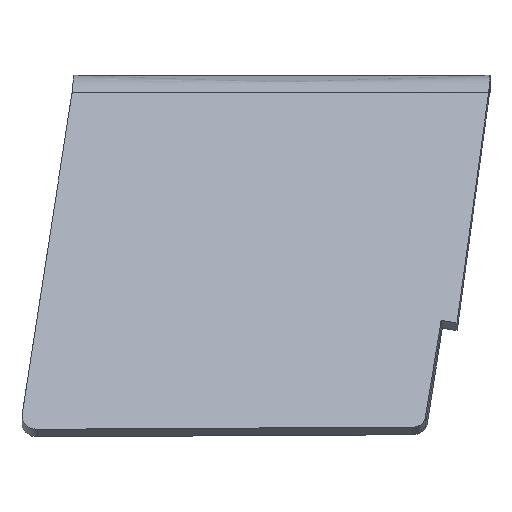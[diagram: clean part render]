
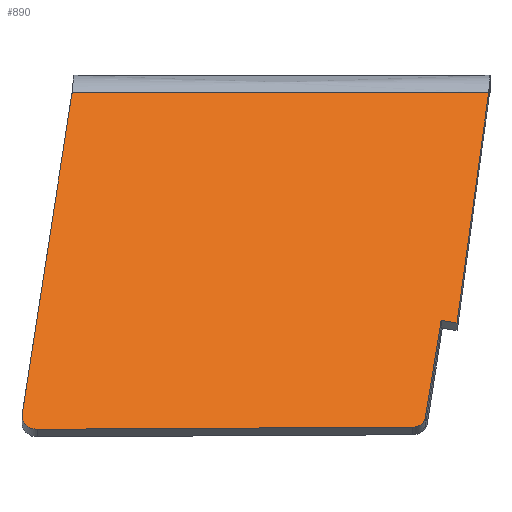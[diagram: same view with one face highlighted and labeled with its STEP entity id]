
A CAD part, left-side view. The second image highlights one B-rep face of the part: STEP entity #890.
In plain terms, the highlighted free-form (B-spline) face has degree [1, 1] with [2, 2] control points.
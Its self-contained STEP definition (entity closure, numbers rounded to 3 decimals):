
#3 = CARTESIAN_POINT ( 'NONE',  ( 67.754, 21.226, -91.277 ) ) ;
#21 = ORIENTED_EDGE ( 'NONE', *, *, #1282, .T. ) ;
#41 = VERTEX_POINT ( 'NONE', #1204 ) ;
#46 = B_SPLINE_CURVE_WITH_KNOTS ( 'NONE', 3,
 ( #197, #697, #930, #787, #641, #1292, #1102, #389, #1011, #502 ),
 .UNSPECIFIED., .F., .F.,
 ( 4, 2, 2, 2, 4 ),
 ( 0., 0.356, 0.712, 1.068, 1.424 ),
 .UNSPECIFIED. ) ;
#64 = CARTESIAN_POINT ( 'NONE',  ( 53.384, 29.539, -116.166 ) ) ;
#66 = EDGE_CURVE ( 'NONE', #706, #41, #46, .T. ) ;
#75 = B_SPLINE_CURVE_WITH_KNOTS ( 'NONE', 3,
 ( #494, #487, #905, #281 ),
 .UNSPECIFIED., .F., .F.,
 ( 4, 4 ),
 ( 0., 0.007 ),
 .UNSPECIFIED. ) ;
#81 = CARTESIAN_POINT ( 'NONE',  ( 119.875, 170.776, -1. ) ) ;
#88 = CARTESIAN_POINT ( 'NONE',  ( 44.243, 188.713, -132. ) ) ;
#96 = CARTESIAN_POINT ( 'NONE',  ( 71.144, 183.875, -85.405 ) ) ;
#97 = VERTEX_POINT ( 'NONE', #990 ) ;
#120 = CARTESIAN_POINT ( 'NONE',  ( 43.543, 135.136, -133.212 ) ) ;
#133 = CARTESIAN_POINT ( 'NONE',  ( 119.875, 170.776, -1. ) ) ;
#146 = CARTESIAN_POINT ( 'NONE',  ( 68.109, 25.387, -90.661 ) ) ;
#165 = CARTESIAN_POINT ( 'NONE',  ( 42.92, 191.581, -134.291 ) ) ;
#172 = CARTESIAN_POINT ( 'NONE',  ( 45.309, 190.1, -130.153 ) ) ;
#177 = CARTESIAN_POINT ( 'NONE',  ( 46.566, 190.482, -127.975 ) ) ;
#181 = VERTEX_POINT ( 'NONE', #146 ) ;
#197 = CARTESIAN_POINT ( 'NONE',  ( 43.871, 36.533, -132.644 ) ) ;
#237 = CARTESIAN_POINT ( 'NONE',  ( 43.871, 36.533, -132.644 ) ) ;
#257 = CARTESIAN_POINT ( 'NONE',  ( 119.875, 6.704, -1. ) ) ;
#266 = EDGE_CURVE ( 'NONE', #417, #918, #966, .T. ) ;
#281 = CARTESIAN_POINT ( 'NONE',  ( 43.379, 184.438, -133.496 ) ) ;
#293 = CARTESIAN_POINT ( 'NONE',  ( 46.778, 190.425, -127.608 ) ) ;
#299 = CARTESIAN_POINT ( 'NONE',  ( 45.113, 189.935, -130.492 ) ) ;
#300 = EDGE_CURVE ( 'NONE', #496, #706, #367, .T. ) ;
#334 = CARTESIAN_POINT ( 'NONE',  ( 43.707, 85.834, -132.928 ) ) ;
#367 = B_SPLINE_CURVE_WITH_KNOTS ( 'NONE', 3,
 ( #955, #120, #334, #237 ),
 .UNSPECIFIED., .F., .F.,
 ( 4, 4 ),
 ( 0., 1. ),
 .UNSPECIFIED. ) ;
#373 = ORIENTED_EDGE ( 'NONE', *, *, #66, .T. ) ;
#384 = ORIENTED_EDGE ( 'NONE', *, *, #780, .T. ) ;
#385 = CARTESIAN_POINT ( 'NONE',  ( 95.51, 177.326, -43.203 ) ) ;
#389 = CARTESIAN_POINT ( 'NONE',  ( 45.442, 31.885, -129.922 ) ) ;
#415 = CARTESIAN_POINT ( 'NONE',  ( 68.109, 25.387, -90.661 ) ) ;
#417 = VERTEX_POINT ( 'NONE', #978 ) ;
#426 = EDGE_CURVE ( 'NONE', #41, #181, #1222, .T. ) ;
#428 = B_SPLINE_CURVE_WITH_KNOTS ( 'NONE', 3,
 ( #81, #385, #96, #917 ),
 .UNSPECIFIED., .F., .F.,
 ( 4, 4 ),
 ( 0., 1. ),
 .UNSPECIFIED. ) ;
#484 = CARTESIAN_POINT ( 'NONE',  ( 44.565, 189.276, -131.442 ) ) ;
#487 = CARTESIAN_POINT ( 'NONE',  ( 43.379, 184.465, -133.496 ) ) ;
#492 = CARTESIAN_POINT ( 'NONE',  ( 45.718, 190.346, -129.444 ) ) ;
#494 = CARTESIAN_POINT ( 'NONE',  ( 43.379, 184.478, -133.496 ) ) ;
#495 = CARTESIAN_POINT ( 'NONE',  ( 42.92, 5.601, -134.291 ) ) ;
#496 = VERTEX_POINT ( 'NONE', #1188 ) ;
#502 = CARTESIAN_POINT ( 'NONE',  ( 46.022, 31.615, -128.918 ) ) ;
#507 = CARTESIAN_POINT ( 'NONE',  ( 43.843, 187.714, -132.691 ) ) ;
#514 = CARTESIAN_POINT ( 'NONE',  ( 43.559, 186.568, -133.185 ) ) ;
#527 = B_SPLINE_SURFACE_WITH_KNOTS ( 'NONE', 1, 1, ( 
 ( #495, #165 ),
 ( #1203, #1103 ) ),
 .UNSPECIFIED., .F., .F., .F.,
 ( 2, 2 ),
 ( 2, 2 ),
 ( 0., 1. ),
 ( 0., 1. ),
 .UNSPECIFIED. ) ;
#535 = EDGE_CURVE ( 'NONE', #97, #949, #983, .T. ) ;
#581 = EDGE_CURVE ( 'NONE', #613, #97, #428, .T. ) ;
#593 = CARTESIAN_POINT ( 'NONE',  ( 119.875, 170.776, -1. ) ) ;
#600 = CARTESIAN_POINT ( 'NONE',  ( 44.098, 188.4, -132.249 ) ) ;
#606 = ORIENTED_EDGE ( 'NONE', *, *, #266, .T. ) ;
#613 = VERTEX_POINT ( 'NONE', #593 ) ;
#641 = CARTESIAN_POINT ( 'NONE',  ( 44.293, 33.722, -131.912 ) ) ;
#697 = CARTESIAN_POINT ( 'NONE',  ( 43.873, 35.938, -132.64 ) ) ;
#706 = VERTEX_POINT ( 'NONE', #744 ) ;
#714 = CARTESIAN_POINT ( 'NONE',  ( 45.927, 190.425, -129.082 ) ) ;
#718 = CARTESIAN_POINT ( 'NONE',  ( 43.379, 184.478, -133.496 ) ) ;
#744 = CARTESIAN_POINT ( 'NONE',  ( 43.871, 36.533, -132.644 ) ) ;
#757 = CARTESIAN_POINT ( 'NONE',  ( 102.442, 10.851, -31.195 ) ) ;
#765 = B_SPLINE_CURVE_WITH_KNOTS ( 'NONE', 1,
 ( #1060, #133 ),
 .UNSPECIFIED., .F., .F.,
 ( 2, 2 ),
 ( 0., 1. ),
 .UNSPECIFIED. ) ;
#780 = EDGE_CURVE ( 'NONE', #918, #613, #765, .T. ) ;
#787 = CARTESIAN_POINT ( 'NONE',  ( 44.139, 34.236, -132.18 ) ) ;
#793 = FACE_OUTER_BOUND ( 'NONE', #1328, .T. ) ;
#796 = CARTESIAN_POINT ( 'NONE',  ( 43.492, 186.165, -133.3 ) ) ;
#800 = B_SPLINE_CURVE_WITH_KNOTS ( 'NONE', 3,
 ( #415, #837, #3, #1241 ),
 .UNSPECIFIED., .F., .F.,
 ( 4, 4 ),
 ( 0., 1. ),
 .UNSPECIFIED. ) ;
#805 = CARTESIAN_POINT ( 'NONE',  ( 43.735, 187.347, -132.878 ) ) ;
#808 = CARTESIAN_POINT ( 'NONE',  ( 85.009, 14.999, -61.39 ) ) ;
#837 = CARTESIAN_POINT ( 'NONE',  ( 67.932, 23.307, -90.969 ) ) ;
#851 = ORIENTED_EDGE ( 'NONE', *, *, #300, .T. ) ;
#890 = ADVANCED_FACE ( 'NONE', ( #793 ), #527, .T. ) ;
#905 = CARTESIAN_POINT ( 'NONE',  ( 43.379, 184.451, -133.496 ) ) ;
#909 = CARTESIAN_POINT ( 'NONE',  ( 43.401, 185.329, -133.457 ) ) ;
#917 = CARTESIAN_POINT ( 'NONE',  ( 46.778, 190.425, -127.608 ) ) ;
#918 = VERTEX_POINT ( 'NONE', #1310 ) ;
#924 = CARTESIAN_POINT ( 'NONE',  ( 46.354, 190.493, -128.343 ) ) ;
#925 = CARTESIAN_POINT ( 'NONE',  ( 67.576, 19.146, -91.585 ) ) ;
#930 = CARTESIAN_POINT ( 'NONE',  ( 43.928, 35.348, -132.545 ) ) ;
#949 = VERTEX_POINT ( 'NONE', #1095 ) ;
#955 = CARTESIAN_POINT ( 'NONE',  ( 43.379, 184.438, -133.496 ) ) ;
#966 = B_SPLINE_CURVE_WITH_KNOTS ( 'NONE', 3,
 ( #925, #808, #757, #257 ),
 .UNSPECIFIED., .F., .F.,
 ( 4, 4 ),
 ( 0., 1. ),
 .UNSPECIFIED. ) ;
#978 = CARTESIAN_POINT ( 'NONE',  ( 67.576, 19.146, -91.585 ) ) ;
#983 = B_SPLINE_CURVE_WITH_KNOTS ( 'NONE', 3,
 ( #293, #177, #924, #714, #492, #172, #299, #1206, #484, #88, #600, #507, #805, #514, #796, #909, #1305, #718 ),
 .UNSPECIFIED., .F., .F.,
 ( 4, 2, 2, 2, 2, 2, 2, 2, 4 ),
 ( 0., 0.213, 0.426, 0.639, 0.852, 1.065, 1.278, 1.491, 1.704 ),
 .UNSPECIFIED. ) ;
#990 = CARTESIAN_POINT ( 'NONE',  ( 46.778, 190.425, -127.608 ) ) ;
#992 = CARTESIAN_POINT ( 'NONE',  ( 60.747, 27.463, -103.414 ) ) ;
#1007 = EDGE_CURVE ( 'NONE', #181, #417, #800, .T. ) ;
#1011 = CARTESIAN_POINT ( 'NONE',  ( 45.727, 31.698, -129.429 ) ) ;
#1060 = CARTESIAN_POINT ( 'NONE',  ( 119.875, 6.704, -1. ) ) ;
#1072 = ORIENTED_EDGE ( 'NONE', *, *, #1007, .T. ) ;
#1080 = CARTESIAN_POINT ( 'NONE',  ( 68.109, 25.387, -90.661 ) ) ;
#1095 = CARTESIAN_POINT ( 'NONE',  ( 43.379, 184.478, -133.496 ) ) ;
#1102 = CARTESIAN_POINT ( 'NONE',  ( 44.919, 32.452, -130.828 ) ) ;
#1103 = CARTESIAN_POINT ( 'NONE',  ( 119.875, 191.581, -1. ) ) ;
#1181 = ORIENTED_EDGE ( 'NONE', *, *, #581, .T. ) ;
#1188 = CARTESIAN_POINT ( 'NONE',  ( 43.379, 184.438, -133.496 ) ) ;
#1192 = ORIENTED_EDGE ( 'NONE', *, *, #426, .T. ) ;
#1193 = CARTESIAN_POINT ( 'NONE',  ( 46.022, 31.615, -128.918 ) ) ;
#1203 = CARTESIAN_POINT ( 'NONE',  ( 119.875, 5.601, -1. ) ) ;
#1204 = CARTESIAN_POINT ( 'NONE',  ( 46.022, 31.615, -128.918 ) ) ;
#1206 = CARTESIAN_POINT ( 'NONE',  ( 44.739, 189.52, -131.14 ) ) ;
#1222 = B_SPLINE_CURVE_WITH_KNOTS ( 'NONE', 3,
 ( #1193, #64, #992, #1080 ),
 .UNSPECIFIED., .F., .F.,
 ( 4, 4 ),
 ( 0., 1. ),
 .UNSPECIFIED. ) ;
#1233 = ORIENTED_EDGE ( 'NONE', *, *, #535, .T. ) ;
#1241 = CARTESIAN_POINT ( 'NONE',  ( 67.576, 19.146, -91.585 ) ) ;
#1282 = EDGE_CURVE ( 'NONE', #949, #496, #75, .T. ) ;
#1292 = CARTESIAN_POINT ( 'NONE',  ( 44.685, 32.826, -131.234 ) ) ;
#1305 = CARTESIAN_POINT ( 'NONE',  ( 43.379, 184.906, -133.496 ) ) ;
#1310 = CARTESIAN_POINT ( 'NONE',  ( 119.875, 6.704, -1. ) ) ;
#1328 = EDGE_LOOP ( 'NONE', ( #1072, #606, #384, #1181, #1233, #21, #851, #373, #1192 ) ) ;
